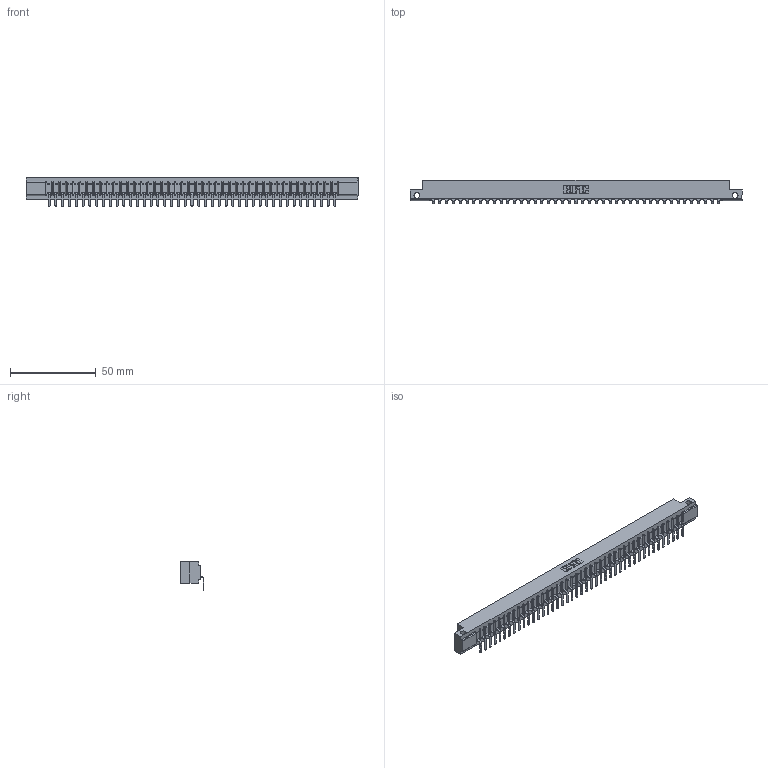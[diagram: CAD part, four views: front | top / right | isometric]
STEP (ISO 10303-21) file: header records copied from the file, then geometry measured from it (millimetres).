
FILE_DESCRIPTION (( 'STEP AP203' ), '1' );
FILE_NAME ('357-043-559-112.STEP', '2022-07-12T19:31:48', ( '' ), ( '' ), 'SwSTEP 2.0', 'SolidWorks 2020', '' );
FILE_SCHEMA (( 'CONFIG_CONTROL_DESIGN' ));
Length unit declared in the file: inch
Products named in the file (3): 307-290-001_558 559 - 1 (Single); 307 Part_.128 Dia Side Mounting Holes; 357-043-559-112
Assembly tree (44 placements, depth 2):
  357-043-559-112
    307 Part_.128 Dia Side Mounting Holes
    307-290-001_558 559 - 1 (Single)  x43
Bounding box: 193.4 x 13.7 x 16.8 mm (x, y, z)
Volume: 19963.9 mm3; surface area: 21230.9 mm2
Topology: 44 solids, 44 shells, 2742 faces, 7805 edges, 5026 vertices
Faces by surface type: plane 1747, cylinder 907, sphere 88
Entity records: 36846 total; most frequent: CARTESIAN_POINT 6208, ORIENTED_EDGE 6194, DIRECTION 6037, EDGE_CURVE 3097, LINE 2375, VECTOR 2375, VERTEX_POINT 2002, AXIS2_PLACEMENT_3D 1831
